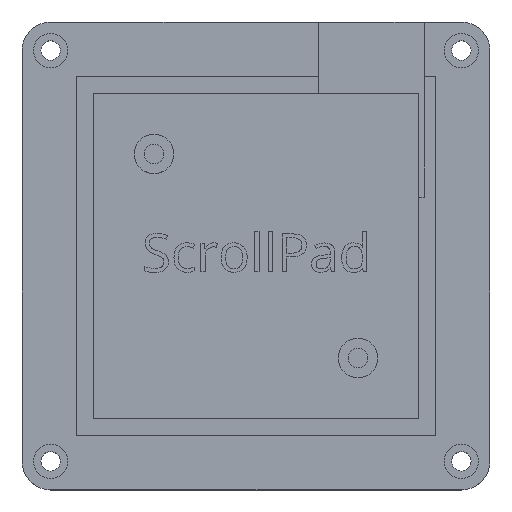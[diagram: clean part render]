
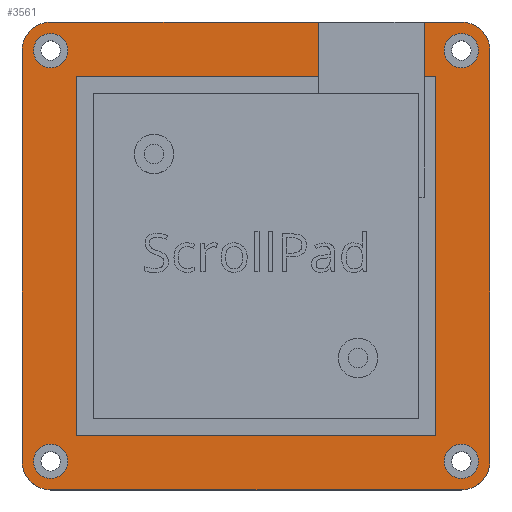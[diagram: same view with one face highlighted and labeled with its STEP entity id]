
A CAD part, top view. The second image highlights one B-rep face of the part: STEP entity #3561.
In plain terms, the highlighted planar face has unit normal (0, 0, 1).
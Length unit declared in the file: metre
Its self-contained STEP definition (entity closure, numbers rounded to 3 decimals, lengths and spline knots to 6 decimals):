
#318=LINE('',#5047,#615);
#322=LINE('',#5056,#619);
#329=LINE('',#5071,#626);
#330=LINE('',#5073,#627);
#336=LINE('',#5087,#633);
#340=LINE('',#5096,#637);
#344=LINE('',#5104,#641);
#347=LINE('',#5110,#644);
#349=LINE('',#5133,#646);
#350=LINE('',#5135,#647);
#354=LINE('',#5146,#651);
#355=LINE('',#5147,#652);
#615=VECTOR('',#4092,1.);
#619=VECTOR('',#4096,1.);
#626=VECTOR('',#4105,1.);
#627=VECTOR('',#4108,1.);
#633=VECTOR('',#4116,1.);
#637=VECTOR('',#4122,1.);
#641=VECTOR('',#4128,1.);
#644=VECTOR('',#4133,1.);
#646=VECTOR('',#4161,1.);
#647=VECTOR('',#4164,1.);
#651=VECTOR('',#4174,1.);
#652=VECTOR('',#4175,1.);
#890=PLANE('',#3857);
#1144=ORIENTED_EDGE('',*,*,#2176,.T.);
#1145=ORIENTED_EDGE('',*,*,#2202,.T.);
#1146=ORIENTED_EDGE('',*,*,#2198,.F.);
#1147=ORIENTED_EDGE('',*,*,#2203,.T.);
#1148=ORIENTED_EDGE('',*,*,#2158,.F.);
#1149=ORIENTED_EDGE('',*,*,#2204,.T.);
#1150=ORIENTED_EDGE('',*,*,#2169,.T.);
#1151=ORIENTED_EDGE('',*,*,#2187,.T.);
#1152=ORIENTED_EDGE('',*,*,#2197,.F.);
#1153=ORIENTED_EDGE('',*,*,#2180,.F.);
#1154=ORIENTED_EDGE('',*,*,#2184,.T.);
#1155=ORIENTED_EDGE('',*,*,#2205,.F.);
#1156=ORIENTED_EDGE('',*,*,#2162,.F.);
#1157=ORIENTED_EDGE('',*,*,#2206,.T.);
#1158=ORIENTED_EDGE('',*,*,#2170,.T.);
#1159=ORIENTED_EDGE('',*,*,#2207,.T.);
#1160=ORIENTED_EDGE('',*,*,#2194,.F.);
#1161=ORIENTED_EDGE('',*,*,#2192,.F.);
#1162=ORIENTED_EDGE('',*,*,#2190,.F.);
#1163=ORIENTED_EDGE('',*,*,#2188,.F.);
#2158=EDGE_CURVE('',#2691,#2692,#318,.T.);
#2162=EDGE_CURVE('',#2695,#2696,#322,.T.);
#2169=EDGE_CURVE('',#2700,#2702,#329,.T.);
#2170=EDGE_CURVE('',#2703,#2704,#330,.T.);
#2176=EDGE_CURVE('',#2710,#2709,#336,.T.);
#2180=EDGE_CURVE('',#2713,#2714,#340,.T.);
#2184=EDGE_CURVE('',#2713,#2716,#344,.T.);
#2187=EDGE_CURVE('',#2702,#2718,#347,.T.);
#2188=EDGE_CURVE('',#2719,#2719,#2951,.T.);
#2190=EDGE_CURVE('',#2721,#2721,#2953,.T.);
#2192=EDGE_CURVE('',#2723,#2723,#2955,.T.);
#2194=EDGE_CURVE('',#2725,#2725,#2957,.T.);
#2197=EDGE_CURVE('',#2714,#2718,#349,.T.);
#2198=EDGE_CURVE('',#2727,#2728,#350,.T.);
#2202=EDGE_CURVE('',#2709,#2728,#2959,.T.);
#2203=EDGE_CURVE('',#2727,#2692,#2960,.T.);
#2204=EDGE_CURVE('',#2691,#2700,#354,.T.);
#2205=EDGE_CURVE('',#2696,#2716,#355,.T.);
#2206=EDGE_CURVE('',#2695,#2703,#2961,.T.);
#2207=EDGE_CURVE('',#2704,#2710,#2962,.T.);
#2691=VERTEX_POINT('',#5048);
#2692=VERTEX_POINT('',#5049);
#2695=VERTEX_POINT('',#5055);
#2696=VERTEX_POINT('',#5057);
#2700=VERTEX_POINT('',#5066);
#2702=VERTEX_POINT('',#5070);
#2703=VERTEX_POINT('',#5074);
#2704=VERTEX_POINT('',#5075);
#2709=VERTEX_POINT('',#5086);
#2710=VERTEX_POINT('',#5088);
#2713=VERTEX_POINT('',#5095);
#2714=VERTEX_POINT('',#5097);
#2716=VERTEX_POINT('',#5103);
#2718=VERTEX_POINT('',#5109);
#2719=VERTEX_POINT('',#5113);
#2721=VERTEX_POINT('',#5118);
#2723=VERTEX_POINT('',#5123);
#2725=VERTEX_POINT('',#5128);
#2727=VERTEX_POINT('',#5136);
#2728=VERTEX_POINT('',#5137);
#2951=CIRCLE('',#3844,0.003);
#2953=CIRCLE('',#3847,0.003);
#2955=CIRCLE('',#3850,0.003);
#2957=CIRCLE('',#3853,0.003);
#2959=CIRCLE('',#3858,0.005);
#2960=CIRCLE('',#3859,0.005);
#2961=CIRCLE('',#3860,0.005);
#2962=CIRCLE('',#3861,0.005);
#3032=EDGE_LOOP('',(#1144,#1145,#1146,#1147,#1148,#1149,#1150,#1151,#1152,
#1153,#1154,#1155,#1156,#1157,#1158,#1159));
#3033=EDGE_LOOP('',(#1160));
#3034=EDGE_LOOP('',(#1161));
#3035=EDGE_LOOP('',(#1162));
#3036=EDGE_LOOP('',(#1163));
#3291=FACE_BOUND('',#3032,.T.);
#3292=FACE_BOUND('',#3033,.T.);
#3293=FACE_BOUND('',#3034,.T.);
#3294=FACE_BOUND('',#3035,.T.);
#3295=FACE_BOUND('',#3036,.T.);
#3561=ADVANCED_FACE('',(#3291,#3292,#3293,#3294,#3295),#890,.T.);
#3844=AXIS2_PLACEMENT_3D('',#5112,#4136,#4137);
#3847=AXIS2_PLACEMENT_3D('',#5117,#4142,#4143);
#3850=AXIS2_PLACEMENT_3D('',#5122,#4148,#4149);
#3853=AXIS2_PLACEMENT_3D('',#5127,#4154,#4155);
#3857=AXIS2_PLACEMENT_3D('',#5143,#4168,#4169);
#3858=AXIS2_PLACEMENT_3D('',#5144,#4170,#4171);
#3859=AXIS2_PLACEMENT_3D('',#5145,#4172,#4173);
#3860=AXIS2_PLACEMENT_3D('',#5148,#4176,#4177);
#3861=AXIS2_PLACEMENT_3D('',#5149,#4178,#4179);
#4092=DIRECTION('',(1.,0.,0.));
#4096=DIRECTION('',(1.,0.,0.));
#4105=DIRECTION('',(1.,0.,0.));
#4108=DIRECTION('',(0.,-1.,0.));
#4116=DIRECTION('',(1.,0.,0.));
#4122=DIRECTION('',(0.,-1.,0.));
#4128=DIRECTION('',(1.,0.,0.));
#4133=DIRECTION('',(0.,-1.,0.));
#4136=DIRECTION('',(0.,0.,1.));
#4137=DIRECTION('',(1.,0.,0.));
#4142=DIRECTION('',(0.,0.,1.));
#4143=DIRECTION('',(1.,0.,0.));
#4148=DIRECTION('',(0.,0.,1.));
#4149=DIRECTION('',(1.,0.,0.));
#4154=DIRECTION('',(0.,0.,1.));
#4155=DIRECTION('',(1.,0.,0.));
#4161=DIRECTION('',(1.,0.,0.));
#4164=DIRECTION('',(0.,-1.,0.));
#4168=DIRECTION('',(0.,0.,1.));
#4169=DIRECTION('',(1.,0.,0.));
#4170=DIRECTION('',(0.,0.,1.));
#4171=DIRECTION('',(1.,0.,0.));
#4172=DIRECTION('',(0.,0.,1.));
#4173=DIRECTION('',(1.,0.,0.));
#4174=DIRECTION('',(0.,-1.,0.));
#4175=DIRECTION('',(0.,-1.,0.));
#4176=DIRECTION('',(0.,0.,1.));
#4177=DIRECTION('',(1.,0.,0.));
#4178=DIRECTION('',(0.,0.,1.));
#4179=DIRECTION('',(1.,0.,0.));
#5047=CARTESIAN_POINT('',(0.,0.040956,0.013));
#5048=CARTESIAN_POINT('',(0.029445,0.040956,0.013));
#5049=CARTESIAN_POINT('',(0.035956,0.040956,0.013));
#5055=CARTESIAN_POINT('',(-0.035956,0.040956,0.013));
#5056=CARTESIAN_POINT('',(0.,0.040956,0.013));
#5057=CARTESIAN_POINT('',(0.010945,0.040956,0.013));
#5066=CARTESIAN_POINT('',(0.029445,0.031456,0.013));
#5070=CARTESIAN_POINT('',(0.031456,0.031456,0.013));
#5071=CARTESIAN_POINT('',(0.,0.031456,0.013));
#5073=CARTESIAN_POINT('',(-0.040956,0.,0.013));
#5074=CARTESIAN_POINT('',(-0.040956,0.035956,0.013));
#5075=CARTESIAN_POINT('',(-0.040956,-0.035956,0.013));
#5086=CARTESIAN_POINT('',(0.035956,-0.040956,0.013));
#5087=CARTESIAN_POINT('',(0.,-0.040956,0.013));
#5088=CARTESIAN_POINT('',(-0.035956,-0.040956,0.013));
#5095=CARTESIAN_POINT('',(-0.031456,0.031456,0.013));
#5096=CARTESIAN_POINT('',(-0.031456,0.,0.013));
#5097=CARTESIAN_POINT('',(-0.031456,-0.031456,0.013));
#5103=CARTESIAN_POINT('',(0.010945,0.031456,0.013));
#5104=CARTESIAN_POINT('',(0.,0.031456,0.013));
#5109=CARTESIAN_POINT('',(0.031456,-0.031456,0.013));
#5110=CARTESIAN_POINT('',(0.031456,0.,0.013));
#5112=CARTESIAN_POINT('',(0.035956,-0.035956,0.013));
#5113=CARTESIAN_POINT('',(0.038956,-0.035956,0.013));
#5117=CARTESIAN_POINT('',(0.035956,0.035956,0.013));
#5118=CARTESIAN_POINT('',(0.038956,0.035956,0.013));
#5122=CARTESIAN_POINT('',(-0.035956,0.035956,0.013));
#5123=CARTESIAN_POINT('',(-0.032956,0.035956,0.013));
#5127=CARTESIAN_POINT('',(-0.035956,-0.035956,0.013));
#5128=CARTESIAN_POINT('',(-0.032956,-0.035956,0.013));
#5133=CARTESIAN_POINT('',(0.,-0.031456,0.013));
#5135=CARTESIAN_POINT('',(0.040956,0.,0.013));
#5136=CARTESIAN_POINT('',(0.040956,0.035956,0.013));
#5137=CARTESIAN_POINT('',(0.040956,-0.035956,0.013));
#5143=CARTESIAN_POINT('',(0.,0.,0.013));
#5144=CARTESIAN_POINT('',(0.035956,-0.035956,0.013));
#5145=CARTESIAN_POINT('',(0.035956,0.035956,0.013));
#5146=CARTESIAN_POINT('',(0.029445,0.025621,0.013));
#5147=CARTESIAN_POINT('',(0.010945,0.025621,0.013));
#5148=CARTESIAN_POINT('',(-0.035956,0.035956,0.013));
#5149=CARTESIAN_POINT('',(-0.035956,-0.035956,0.013));
